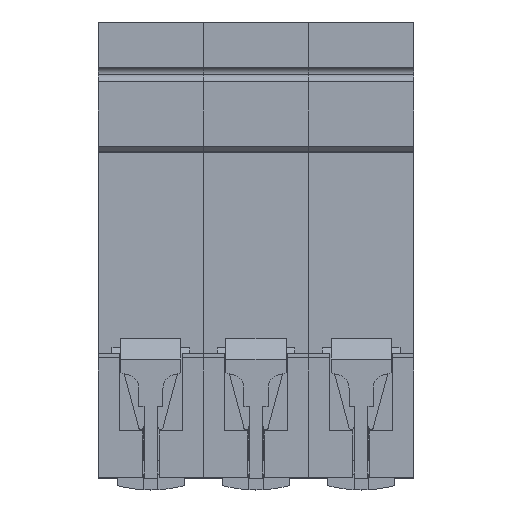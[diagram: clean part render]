
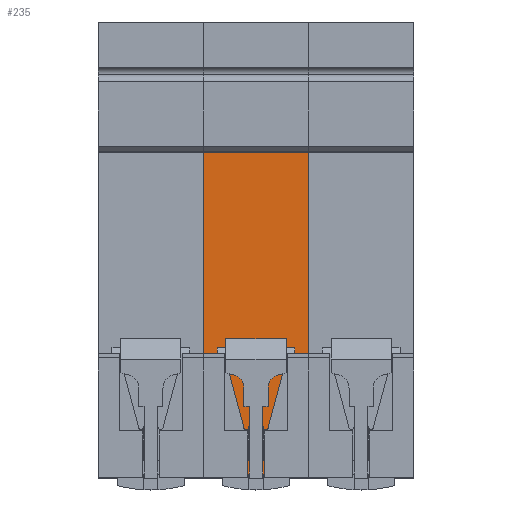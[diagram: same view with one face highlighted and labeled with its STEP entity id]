
A CAD part, top view. The second image highlights one B-rep face of the part: STEP entity #235.
In plain terms, the highlighted planar face has unit normal (0, 0, 1).
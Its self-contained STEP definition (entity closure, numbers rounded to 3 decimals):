
#57 = EDGE_CURVE ( 'NONE', #5128, #6506, #2369, .T. ) ;
#215 = LINE ( 'NONE', #4713, #4438 ) ;
#235 = ADVANCED_FACE ( 'NONE', ( #2099 ), #5346, .T. ) ;
#577 = VERTEX_POINT ( 'NONE', #6768 ) ;
#647 = CARTESIAN_POINT ( 'NONE',  ( -9., -17.75, 27.804 ) ) ;
#680 = DIRECTION ( 'NONE',  ( 1., 0., 0. ) ) ;
#789 = EDGE_CURVE ( 'NONE', #5128, #5400, #215, .T. ) ;
#953 = CARTESIAN_POINT ( 'NONE',  ( -9., -17.75, 27.804 ) ) ;
#1137 = ORIENTED_EDGE ( 'NONE', *, *, #4141, .F. ) ;
#1467 = VECTOR ( 'NONE', #7180, 1000. ) ;
#1552 = CARTESIAN_POINT ( 'NONE',  ( 9., 17.75, 27.804 ) ) ;
#1643 = VECTOR ( 'NONE', #3261, 1000. ) ;
#1816 = DIRECTION ( 'NONE',  ( 0., 1., 0. ) ) ;
#1926 = EDGE_CURVE ( 'NONE', #5402, #2141, #6258, .T. ) ;
#2099 = FACE_OUTER_BOUND ( 'NONE', #5040, .T. ) ;
#2141 = VERTEX_POINT ( 'NONE', #4233 ) ;
#2149 = CARTESIAN_POINT ( 'NONE',  ( 6.899, -39., 27.804 ) ) ;
#2197 = LINE ( 'NONE', #4016, #6633 ) ;
#2362 = CARTESIAN_POINT ( 'NONE',  ( -9., 17.75, 27.804 ) ) ;
#2369 = LINE ( 'NONE', #5051, #5262 ) ;
#2387 = CARTESIAN_POINT ( 'NONE',  ( 6.899, -17.75, 27.804 ) ) ;
#2437 = CARTESIAN_POINT ( 'NONE',  ( 9., -17.75, 27.804 ) ) ;
#2775 = ORIENTED_EDGE ( 'NONE', *, *, #6748, .F. ) ;
#3054 = DIRECTION ( 'NONE',  ( 0., 0., 1. ) ) ;
#3261 = DIRECTION ( 'NONE',  ( 0., -1., 0. ) ) ;
#3413 = ORIENTED_EDGE ( 'NONE', *, *, #789, .T. ) ;
#3763 = ORIENTED_EDGE ( 'NONE', *, *, #4304, .T. ) ;
#4016 = CARTESIAN_POINT ( 'NONE',  ( 9., -17.75, 27.804 ) ) ;
#4141 = EDGE_CURVE ( 'NONE', #6506, #577, #7455, .T. ) ;
#4184 = CARTESIAN_POINT ( 'NONE',  ( -9., -17.75, 27.804 ) ) ;
#4233 = CARTESIAN_POINT ( 'NONE',  ( -9., -17.75, 27.804 ) ) ;
#4304 = EDGE_CURVE ( 'NONE', #2141, #577, #5005, .T. ) ;
#4409 = ORIENTED_EDGE ( 'NONE', *, *, #4616, .T. ) ;
#4438 = VECTOR ( 'NONE', #1816, 1000. ) ;
#4442 = DIRECTION ( 'NONE',  ( 1., 0., 0. ) ) ;
#4519 = EDGE_CURVE ( 'NONE', #5136, #6836, #2197, .T. ) ;
#4558 = LINE ( 'NONE', #647, #5906 ) ;
#4616 = EDGE_CURVE ( 'NONE', #5400, #6836, #4558, .T. ) ;
#4621 = DIRECTION ( 'NONE',  ( 0., -1., 0. ) ) ;
#4671 = AXIS2_PLACEMENT_3D ( 'NONE', #4184, #3054, #7082 ) ;
#4713 = CARTESIAN_POINT ( 'NONE',  ( 6.899, -39., 27.804 ) ) ;
#4834 = VECTOR ( 'NONE', #4442, 1000. ) ;
#5005 = LINE ( 'NONE', #953, #4834 ) ;
#5016 = LINE ( 'NONE', #6404, #6554 ) ;
#5040 = EDGE_LOOP ( 'NONE', ( #3413, #4409, #6584, #2775, #5918, #3763, #1137, #6028 ) ) ;
#5051 = CARTESIAN_POINT ( 'NONE',  ( -1.4, -39., 27.804 ) ) ;
#5060 = CARTESIAN_POINT ( 'NONE',  ( -6.899, -39., 27.804 ) ) ;
#5128 = VERTEX_POINT ( 'NONE', #2149 ) ;
#5136 = VERTEX_POINT ( 'NONE', #1552 ) ;
#5262 = VECTOR ( 'NONE', #5619, 1000. ) ;
#5346 = PLANE ( 'NONE',  #4671 ) ;
#5400 = VERTEX_POINT ( 'NONE', #2387 ) ;
#5402 = VERTEX_POINT ( 'NONE', #2362 ) ;
#5619 = DIRECTION ( 'NONE',  ( -1., 0., 0. ) ) ;
#5906 = VECTOR ( 'NONE', #680, 1000. ) ;
#5918 = ORIENTED_EDGE ( 'NONE', *, *, #1926, .T. ) ;
#6028 = ORIENTED_EDGE ( 'NONE', *, *, #57, .F. ) ;
#6115 = CARTESIAN_POINT ( 'NONE',  ( -9., -17.75, 27.804 ) ) ;
#6258 = LINE ( 'NONE', #6115, #1643 ) ;
#6404 = CARTESIAN_POINT ( 'NONE',  ( -9., 17.75, 27.804 ) ) ;
#6506 = VERTEX_POINT ( 'NONE', #5060 ) ;
#6554 = VECTOR ( 'NONE', #6984, 1000. ) ;
#6584 = ORIENTED_EDGE ( 'NONE', *, *, #4519, .F. ) ;
#6633 = VECTOR ( 'NONE', #4621, 1000. ) ;
#6748 = EDGE_CURVE ( 'NONE', #5402, #5136, #5016, .T. ) ;
#6768 = CARTESIAN_POINT ( 'NONE',  ( -6.899, -17.75, 27.804 ) ) ;
#6836 = VERTEX_POINT ( 'NONE', #2437 ) ;
#6984 = DIRECTION ( 'NONE',  ( 1., 0., 0. ) ) ;
#7082 = DIRECTION ( 'NONE',  ( 1., 0., 0. ) ) ;
#7180 = DIRECTION ( 'NONE',  ( 0., 1., 0. ) ) ;
#7204 = CARTESIAN_POINT ( 'NONE',  ( -6.899, -39., 27.804 ) ) ;
#7455 = LINE ( 'NONE', #7204, #1467 ) ;
